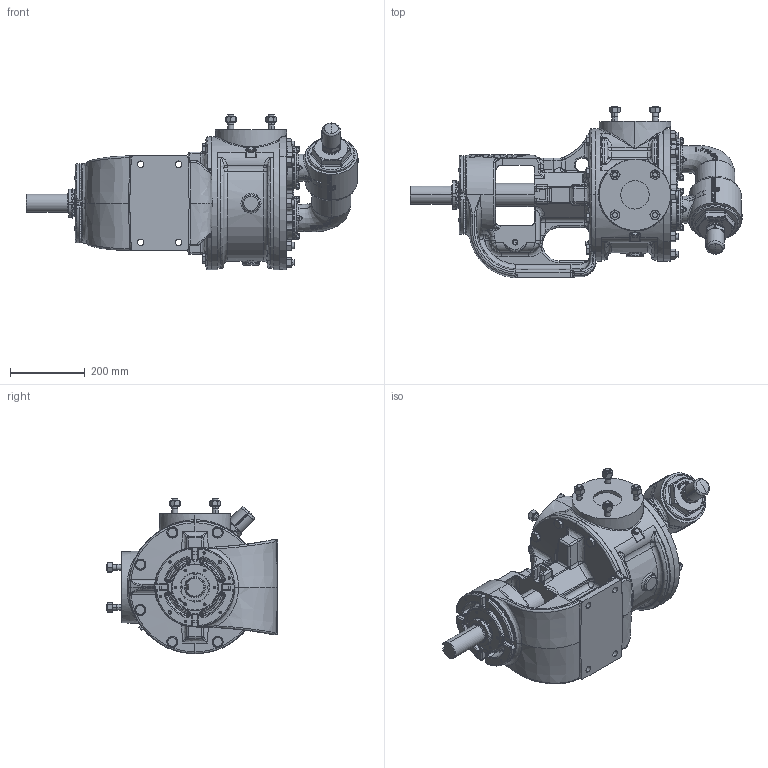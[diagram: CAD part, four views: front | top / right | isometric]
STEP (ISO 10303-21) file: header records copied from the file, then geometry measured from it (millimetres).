
FILE_DESCRIPTION (( 'STEP AP214' ), '1' );
FILE_NAME ('Q4624B.STEP', '2016-09-09T19:20:52', ( '' ), ( '' ), 'SwSTEP 2.0', 'SolidWorks 2015', '' );
FILE_SCHEMA (( 'AUTOMOTIVE_DESIGN' ));
Length unit declared in the file: inch
Products named in the file (2): Q4624B
Bounding box: 889.82 x 460.5 x 416.09 mm (x, y, z)
Volume: 33984874 mm3; surface area: 1416956.5 mm2
Topology: 1 solids, 1 shells, 4621 faces, 11845 edges, 7264 vertices
Faces by surface type: plane 1460, bspline 1251, cylinder 1137, cone 528, torus 178, sphere 67
Entity records: 355280 total; most frequent: CARTESIAN_POINT 210116, ORIENTED_EDGE 23264, DIRECTION 17862, EDGE_CURVE 11632, VERTEX_POINT 7258, AXIS2_PLACEMENT_3D 6911, EDGE_LOOP 4902, ADVANCED_FACE 4621
